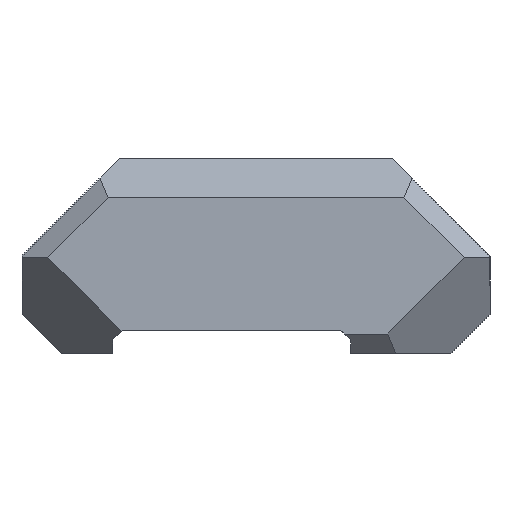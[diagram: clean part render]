
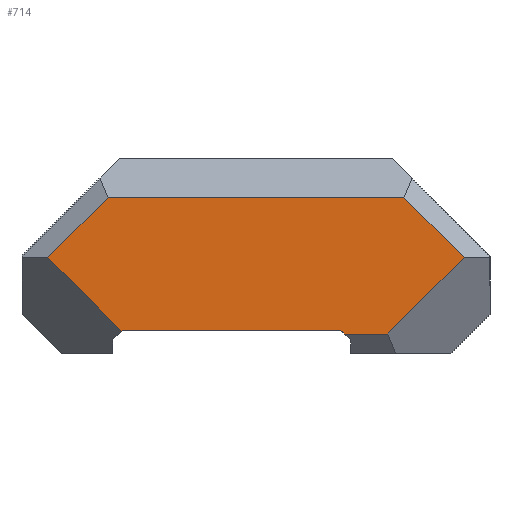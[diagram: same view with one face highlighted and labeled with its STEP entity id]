
A CAD part, left-side view. The second image highlights one B-rep face of the part: STEP entity #714.
In plain terms, the highlighted planar face has unit normal (-1, 0, 0).
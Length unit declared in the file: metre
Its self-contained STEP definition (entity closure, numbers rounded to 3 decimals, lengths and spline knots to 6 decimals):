
#67=ORIENTED_EDGE('',*,*,#267,.T.);
#68=ORIENTED_EDGE('',*,*,#268,.T.);
#69=ORIENTED_EDGE('',*,*,#269,.T.);
#70=ORIENTED_EDGE('',*,*,#270,.T.);
#71=ORIENTED_EDGE('',*,*,#271,.T.);
#72=ORIENTED_EDGE('',*,*,#272,.T.);
#73=ORIENTED_EDGE('',*,*,#273,.T.);
#74=ORIENTED_EDGE('',*,*,#274,.T.);
#75=ORIENTED_EDGE('',*,*,#275,.T.);
#267=EDGE_CURVE('',#365,#366,#433,.T.);
#268=EDGE_CURVE('',#366,#367,#434,.T.);
#269=EDGE_CURVE('',#367,#368,#435,.T.);
#270=EDGE_CURVE('',#368,#369,#436,.T.);
#271=EDGE_CURVE('',#369,#370,#437,.F.);
#272=EDGE_CURVE('',#370,#371,#438,.T.);
#273=EDGE_CURVE('',#371,#372,#439,.T.);
#274=EDGE_CURVE('',#372,#373,#440,.T.);
#275=EDGE_CURVE('',#373,#365,#441,.T.);
#365=VERTEX_POINT('',#1056);
#366=VERTEX_POINT('',#1057);
#367=VERTEX_POINT('',#1059);
#368=VERTEX_POINT('',#1061);
#369=VERTEX_POINT('',#1063);
#370=VERTEX_POINT('',#1065);
#371=VERTEX_POINT('',#1067);
#372=VERTEX_POINT('',#1069);
#373=VERTEX_POINT('',#1071);
#433=LINE('',#1055,#527);
#434=LINE('',#1058,#528);
#435=LINE('',#1060,#529);
#436=LINE('',#1062,#530);
#437=LINE('',#1064,#531);
#438=LINE('',#1066,#532);
#439=LINE('',#1068,#533);
#440=LINE('',#1070,#534);
#441=LINE('',#1072,#535);
#527=VECTOR('',#855,1.);
#528=VECTOR('',#856,1.);
#529=VECTOR('',#857,1.);
#530=VECTOR('',#858,1.);
#531=VECTOR('',#859,1.);
#532=VECTOR('',#860,1.);
#533=VECTOR('',#861,1.);
#534=VECTOR('',#862,1.);
#535=VECTOR('',#863,1.);
#601=EDGE_LOOP('',(#67,#68,#69,#70,#71,#72,#73,#74,#75));
#641=FACE_BOUND('',#601,.T.);
#679=PLANE('',#768);
#714=ADVANCED_FACE('',(#641),#679,.F.);
#768=AXIS2_PLACEMENT_3D('',#1054,#853,#854);
#853=DIRECTION('',(1.,0.,0.));
#854=DIRECTION('',(0.,0.,-1.));
#855=DIRECTION('',(0.,0.707,0.707));
#856=DIRECTION('',(0.,1.,0.));
#857=DIRECTION('',(0.,0.707,-0.707));
#858=DIRECTION('',(0.,-0.707,-0.707));
#859=DIRECTION('',(0.,0.707,-0.707));
#860=DIRECTION('',(0.,-1.,0.));
#861=DIRECTION('',(0.,-0.707,-0.707));
#862=DIRECTION('',(0.,-1.,0.));
#863=DIRECTION('',(0.,-0.707,0.707));
#1054=CARTESIAN_POINT('',(-0.013,0.,0.01));
#1055=CARTESIAN_POINT('',(-0.013,-0.006293,0.009293));
#1056=CARTESIAN_POINT('',(-0.013,-0.010672,0.004914));
#1057=CARTESIAN_POINT('',(-0.013,-0.007586,0.008));
#1058=CARTESIAN_POINT('',(-0.013,0.005586,0.008));
#1059=CARTESIAN_POINT('',(-0.013,0.007586,0.008));
#1060=CARTESIAN_POINT('',(-0.013,0.010672,0.004914));
#1061=CARTESIAN_POINT('',(-0.013,0.010672,0.004914));
#1062=CARTESIAN_POINT('',(-0.013,0.007879,0.002121));
#1063=CARTESIAN_POINT('',(-0.013,0.006904,0.001146));
#1064=CARTESIAN_POINT('',(-0.013,-0.000975,0.009025));
#1065=CARTESIAN_POINT('',(-0.013,0.00685,0.0012));
#1066=CARTESIAN_POINT('',(-0.013,0.,0.0012));
#1067=CARTESIAN_POINT('',(-0.013,-0.00435,0.0012));
#1068=CARTESIAN_POINT('',(-0.013,0.002225,0.007775));
#1069=CARTESIAN_POINT('',(-0.013,-0.00455,0.001));
#1070=CARTESIAN_POINT('',(-0.013,0.,0.001));
#1071=CARTESIAN_POINT('',(-0.013,-0.006757,0.001));
#1072=CARTESIAN_POINT('',(-0.013,-0.009879,0.004121));
